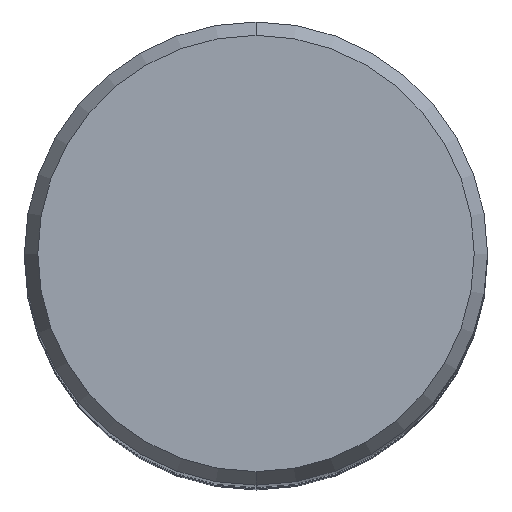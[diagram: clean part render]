
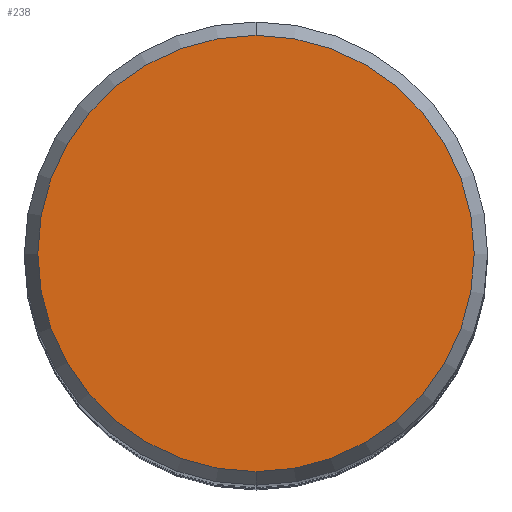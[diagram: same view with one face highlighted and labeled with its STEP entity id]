
A CAD part, top view. The second image highlights one B-rep face of the part: STEP entity #238.
In plain terms, the highlighted planar face has unit normal (0, 0, 1).
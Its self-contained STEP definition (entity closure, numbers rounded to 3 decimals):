
#238=ADVANCED_FACE('',(#573),#574,.T.);
#318=EDGE_CURVE('',#450,#326,#664,.T.);
#326=VERTEX_POINT('',#672);
#450=VERTEX_POINT('',#808);
#458=EDGE_CURVE('',#326,#450,#816,.T.);
#573=FACE_OUTER_BOUND('',#944,.T.);
#574=PLANE('',#945);
#664=CIRCLE('',#1117,7.479);
#672=CARTESIAN_POINT('',(0.0,7.479,0.));
#808=CARTESIAN_POINT('',(0.,-7.479,0.));
#816=CIRCLE('',#1525,7.479);
#944=EDGE_LOOP('',(#1655,#1656));
#945=AXIS2_PLACEMENT_3D('',#1657,#1658,#1659);
#1117=AXIS2_PLACEMENT_3D('',#1759,#1760,#1761);
#1525=AXIS2_PLACEMENT_3D('',#1918,#1919,#1920);
#1655=ORIENTED_EDGE('',*,*,#458,.F.);
#1656=ORIENTED_EDGE('',*,*,#318,.F.);
#1657=CARTESIAN_POINT('',(0.0,3.74,0.));
#1658=DIRECTION('',(-0.0,0.0,1.0));
#1659=DIRECTION('',(0.0,-1.0,0.0));
#1759=CARTESIAN_POINT('',(0.0,0.0,0.));
#1760=DIRECTION('',(0.0,0.0,-1.0));
#1761=DIRECTION('',(0.0,1.0,0.0));
#1918=CARTESIAN_POINT('',(0.0,0.0,0.));
#1919=DIRECTION('',(0.0,0.0,-1.0));
#1920=DIRECTION('',(0.0,1.0,0.0));
